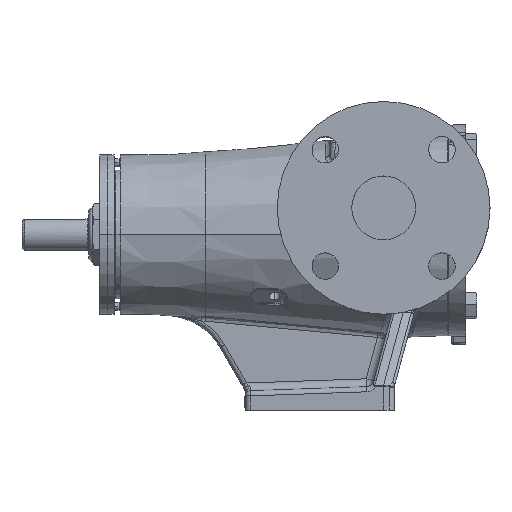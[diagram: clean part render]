
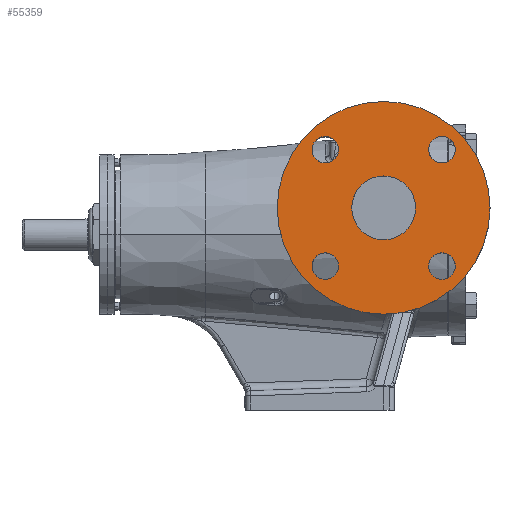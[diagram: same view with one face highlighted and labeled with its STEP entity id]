
A CAD part, top view. The second image highlights one B-rep face of the part: STEP entity #55359.
In plain terms, the highlighted planar face has unit normal (0, 0, 1).
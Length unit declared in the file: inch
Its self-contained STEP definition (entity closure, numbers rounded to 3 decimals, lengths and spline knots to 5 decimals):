
#106 = DIRECTION ( 'NONE',  ( 1., 0., 0. ) ) ;
#1134 = DIRECTION ( 'NONE',  ( 1., 0., 0. ) ) ;
#1387 = DIRECTION ( 'NONE',  ( 1., 0., 0. ) ) ;
#1596 = FACE_BOUND ( 'NONE', #53293, .T. ) ;
#2236 = EDGE_CURVE ( 'Defeatured_0_44+Defeatured_0_488+Defeatured_0_488+Defeatured_0_488', #8654, #49177, #37007, .T. ) ;
#4675 = AXIS2_PLACEMENT_3D ( 'NONE', #30061, #9261, #83613 ) ;
#4774 = EDGE_LOOP ( 'NONE', ( #8088, #60806 ) ) ;
#4829 = CARTESIAN_POINT ( 'NONE',  ( -1.5, 0.62, 4. ) ) ;
#5276 = CIRCLE ( 'NONE', #20705, 0.75 ) ;
#5839 = AXIS2_PLACEMENT_3D ( 'NONE', #61343, #14525, #40715 ) ;
#6154 = VERTEX_POINT ( 'NONE', #71871 ) ;
#6199 = EDGE_CURVE ( 'Defeatured_0_51+Defeatured_0_488+Defeatured_0_488+Defeatured_0_488', #11098, #60792, #5276, .T. ) ;
#7194 = DIRECTION ( 'NONE',  ( 0., 0., 1. ) ) ;
#7968 = DIRECTION ( 'NONE',  ( 0., 0., 1. ) ) ;
#8088 = ORIENTED_EDGE ( 'NONE', *, *, #8542, .F. ) ;
#8243 = EDGE_LOOP ( 'NONE', ( #27410, #61418 ) ) ;
#8542 = EDGE_CURVE ( 'Defeatured_0_46+Defeatured_0_488+Defeatured_0_488+Defeatured_0_488', #6154, #63010, #16121, .T. ) ;
#8654 = VERTEX_POINT ( 'NONE', #54623 ) ;
#9261 = DIRECTION ( 'NONE',  ( 0., 0., 1. ) ) ;
#10033 = CARTESIAN_POINT ( 'NONE',  ( -2.25, 0.62, 4. ) ) ;
#11098 = VERTEX_POINT ( 'NONE', #65477 ) ;
#11737 = CIRCLE ( 'NONE', #15378, 2.5 ) ;
#12654 = EDGE_CURVE ( 'Defeatured_0_51+Defeatured_0_488+Defeatured_0_488+Defeatured_0_488', #60792, #11098, #85171, .T. ) ;
#14525 = DIRECTION ( 'NONE',  ( 0., 0., 1. ) ) ;
#14853 = DIRECTION ( 'NONE',  ( 0., 1., 0. ) ) ;
#15287 = FACE_BOUND ( 'NONE', #76433, .T. ) ;
#15294 = VERTEX_POINT ( 'NONE', #64806 ) ;
#15378 = AXIS2_PLACEMENT_3D ( 'NONE', #48469, #47870, #14853 ) ;
#16121 = CIRCLE ( 'NONE', #33849, 0.3125 ) ;
#16509 = DIRECTION ( 'NONE',  ( 0., 0., 1. ) ) ;
#17422 = EDGE_CURVE ( 'Defeatured_0_45+Defeatured_0_488+Defeatured_0_488+Defeatured_0_488', #22126, #15294, #47714, .T. ) ;
#17603 = CARTESIAN_POINT ( 'NONE',  ( 1., 0.62, 4. ) ) ;
#18065 = DIRECTION ( 'NONE',  ( 0., -1., 0. ) ) ;
#18600 = CIRCLE ( 'NONE', #32718, 0.3125 ) ;
#18833 = ORIENTED_EDGE ( 'NONE', *, *, #17422, .F. ) ;
#20451 = VERTEX_POINT ( 'NONE', #68972 ) ;
#20705 = AXIS2_PLACEMENT_3D ( 'NONE', #24549, #32123, #58095 ) ;
#21414 = DIRECTION ( 'NONE',  ( 0., 0., 1. ) ) ;
#22030 = DIRECTION ( 'NONE',  ( 1., 0., 0. ) ) ;
#22126 = VERTEX_POINT ( 'NONE', #32981 ) ;
#22291 = EDGE_CURVE ( 'Defeatured_0_43+Defeatured_0_488+Defeatured_0_488+Defeatured_0_488', #83788, #20451, #83425, .T. ) ;
#22965 = DIRECTION ( 'NONE',  ( 0., 0., 1. ) ) ;
#24549 = CARTESIAN_POINT ( 'NONE',  ( -1.5, 0.62, 4. ) ) ;
#25053 = CIRCLE ( 'NONE', #70739, 0.3125 ) ;
#27410 = ORIENTED_EDGE ( 'NONE', *, *, #39576, .T. ) ;
#29428 = DIRECTION ( 'NONE',  ( 1., 0., 0. ) ) ;
#30002 = CARTESIAN_POINT ( 'NONE',  ( -2.87002, 1.99002, 4. ) ) ;
#30042 = CARTESIAN_POINT ( 'NONE',  ( -4., 0.62, 4. ) ) ;
#30061 = CARTESIAN_POINT ( 'NONE',  ( -1.5, 0.62, 4. ) ) ;
#31003 = PLANE ( 'NONE',  #54364 ) ;
#31759 = CIRCLE ( 'NONE', #82125, 0.3125 ) ;
#31819 = EDGE_CURVE ( 'Defeatured_0_46+Defeatured_0_488+Defeatured_0_488+Defeatured_0_488', #63010, #6154, #33130, .T. ) ;
#32123 = DIRECTION ( 'NONE',  ( 0., 0., 1. ) ) ;
#32718 = AXIS2_PLACEMENT_3D ( 'NONE', #41457, #21414, #1134 ) ;
#32981 = CARTESIAN_POINT ( 'NONE',  ( 0.18252, -0.75002, 4. ) ) ;
#33130 = CIRCLE ( 'NONE', #5839, 0.3125 ) ;
#33849 = AXIS2_PLACEMENT_3D ( 'NONE', #40726, #7194, #106 ) ;
#34891 = DIRECTION ( 'NONE',  ( 0., 0., 1. ) ) ;
#35276 = EDGE_LOOP ( 'NONE', ( #47938, #37392 ) ) ;
#36250 = FACE_OUTER_BOUND ( 'NONE', #8243, .T. ) ;
#36470 = DIRECTION ( 'NONE',  ( 1., 0., 0. ) ) ;
#37007 = CIRCLE ( 'NONE', #49824, 0.3125 ) ;
#37392 = ORIENTED_EDGE ( 'NONE', *, *, #61175, .F. ) ;
#37819 = DIRECTION ( 'NONE',  ( 0., 0., -1. ) ) ;
#39576 = EDGE_CURVE ( 'Defeatured_0_488+Defeatured_0_445+Defeatured_0_445+Defeatured_0_445', #43447, #48090, #67870, .T. ) ;
#40715 = DIRECTION ( 'NONE',  ( 1., 0., 0. ) ) ;
#40726 = CARTESIAN_POINT ( 'NONE',  ( -2.87002, -0.75002, 4. ) ) ;
#41457 = CARTESIAN_POINT ( 'NONE',  ( -2.87002, 1.99002, 4. ) ) ;
#42321 = EDGE_CURVE ( 'Defeatured_0_45+Defeatured_0_488+Defeatured_0_488+Defeatured_0_488', #15294, #22126, #31759, .T. ) ;
#43447 = VERTEX_POINT ( 'NONE', #17603 ) ;
#44905 = DIRECTION ( 'NONE',  ( 0., 1., 0. ) ) ;
#46386 = CARTESIAN_POINT ( 'NONE',  ( -0.12998, 1.99002, 4. ) ) ;
#47099 = EDGE_CURVE ( 'Defeatured_0_488+Defeatured_0_445+Defeatured_0_445+Defeatured_0_445', #48090, #43447, #11737, .T. ) ;
#47714 = CIRCLE ( 'NONE', #60619, 0.3125 ) ;
#47870 = DIRECTION ( 'NONE',  ( 0., 0., 1. ) ) ;
#47938 = ORIENTED_EDGE ( 'NONE', *, *, #22291, .F. ) ;
#48090 = VERTEX_POINT ( 'NONE', #30042 ) ;
#48469 = CARTESIAN_POINT ( 'NONE',  ( -1.5, 0.62, 4. ) ) ;
#49177 = VERTEX_POINT ( 'NONE', #78082 ) ;
#49824 = AXIS2_PLACEMENT_3D ( 'NONE', #46386, #52598, #86919 ) ;
#49943 = EDGE_CURVE ( 'Defeatured_0_44+Defeatured_0_488+Defeatured_0_488+Defeatured_0_488', #49177, #8654, #25053, .T. ) ;
#52598 = DIRECTION ( 'NONE',  ( 0., 0., 1. ) ) ;
#53293 = EDGE_LOOP ( 'NONE', ( #18833, #85647 ) ) ;
#53733 = AXIS2_PLACEMENT_3D ( 'NONE', #30002, #22965, #29428 ) ;
#54364 = AXIS2_PLACEMENT_3D ( 'NONE', #83996, #37819, #44905 ) ;
#54623 = CARTESIAN_POINT ( 'NONE',  ( 0.18252, 1.99002, 4. ) ) ;
#55278 = AXIS2_PLACEMENT_3D ( 'NONE', #4829, #77808, #18065 ) ;
#55352 = FACE_BOUND ( 'NONE', #35276, .T. ) ;
#55359 = ADVANCED_FACE ( 'Defeatured_0_488', ( #55352, #75283, #62658, #36250, #15287, #1596 ), #31003, .F. ) ;
#56217 = CARTESIAN_POINT ( 'NONE',  ( -0.12998, -0.75002, 4. ) ) ;
#57125 = CARTESIAN_POINT ( 'NONE',  ( -0.12998, 1.99002, 4. ) ) ;
#58095 = DIRECTION ( 'NONE',  ( 0., -1., 0. ) ) ;
#59054 = CARTESIAN_POINT ( 'NONE',  ( -2.55752, 1.99002, 4. ) ) ;
#60619 = AXIS2_PLACEMENT_3D ( 'NONE', #56217, #7968, #22030 ) ;
#60792 = VERTEX_POINT ( 'NONE', #10033 ) ;
#60806 = ORIENTED_EDGE ( 'NONE', *, *, #31819, .F. ) ;
#60954 = EDGE_LOOP ( 'NONE', ( #65918, #73074 ) ) ;
#61175 = EDGE_CURVE ( 'Defeatured_0_43+Defeatured_0_488+Defeatured_0_488+Defeatured_0_488', #20451, #83788, #18600, .T. ) ;
#61343 = CARTESIAN_POINT ( 'NONE',  ( -2.87002, -0.75002, 4. ) ) ;
#61418 = ORIENTED_EDGE ( 'NONE', *, *, #47099, .T. ) ;
#61799 = ORIENTED_EDGE ( 'NONE', *, *, #6199, .F. ) ;
#62658 = FACE_BOUND ( 'NONE', #4774, .T. ) ;
#63010 = VERTEX_POINT ( 'NONE', #73764 ) ;
#64806 = CARTESIAN_POINT ( 'NONE',  ( -0.44248, -0.75002, 4. ) ) ;
#65477 = CARTESIAN_POINT ( 'NONE',  ( -0.75, 0.62, 4. ) ) ;
#65918 = ORIENTED_EDGE ( 'NONE', *, *, #2236, .F. ) ;
#67870 = CIRCLE ( 'NONE', #4675, 2.5 ) ;
#68972 = CARTESIAN_POINT ( 'NONE',  ( -3.18252, 1.99002, 4. ) ) ;
#70739 = AXIS2_PLACEMENT_3D ( 'NONE', #57125, #16509, #36470 ) ;
#71871 = CARTESIAN_POINT ( 'NONE',  ( -2.55752, -0.75002, 4. ) ) ;
#73074 = ORIENTED_EDGE ( 'NONE', *, *, #49943, .F. ) ;
#73764 = CARTESIAN_POINT ( 'NONE',  ( -3.18252, -0.75002, 4. ) ) ;
#75223 = CARTESIAN_POINT ( 'NONE',  ( -0.12998, -0.75002, 4. ) ) ;
#75283 = FACE_BOUND ( 'NONE', #60954, .T. ) ;
#76433 = EDGE_LOOP ( 'NONE', ( #61799, #85168 ) ) ;
#77808 = DIRECTION ( 'NONE',  ( 0., 0., 1. ) ) ;
#78082 = CARTESIAN_POINT ( 'NONE',  ( -0.44248, 1.99002, 4. ) ) ;
#82125 = AXIS2_PLACEMENT_3D ( 'NONE', #75223, #34891, #1387 ) ;
#83425 = CIRCLE ( 'NONE', #53733, 0.3125 ) ;
#83613 = DIRECTION ( 'NONE',  ( 0., 1., 0. ) ) ;
#83788 = VERTEX_POINT ( 'NONE', #59054 ) ;
#83996 = CARTESIAN_POINT ( 'NONE',  ( 1.00004, 0., 4. ) ) ;
#85168 = ORIENTED_EDGE ( 'NONE', *, *, #12654, .F. ) ;
#85171 = CIRCLE ( 'NONE', #55278, 0.75 ) ;
#85647 = ORIENTED_EDGE ( 'NONE', *, *, #42321, .F. ) ;
#86919 = DIRECTION ( 'NONE',  ( 1., 0., 0. ) ) ;
